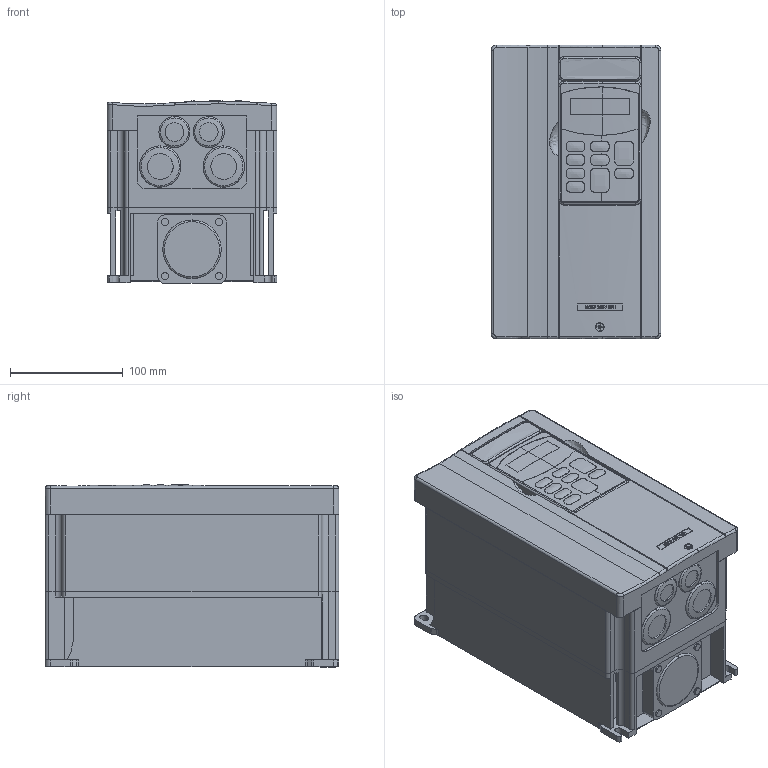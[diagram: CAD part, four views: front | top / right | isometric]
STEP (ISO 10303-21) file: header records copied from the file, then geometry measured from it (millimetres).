
FILE_DESCRIPTION (( 'STEP AP214' ), '1' );
FILE_NAME ('GS3-25P0.step', '2014-07-21T20:32:47', ( '' ), ( '' ), 'SwSTEP 2.0', 'SolidWorks 2013', '' );
FILE_SCHEMA (( 'AUTOMOTIVE_DESIGN' ));
Length unit declared in the file: inch
Products named in the file (1): GS3-25P0
Bounding box: 150.11 x 260.1 x 162.02 mm (x, y, z)
Volume: 5699166.9 mm3; surface area: 317959.8 mm2
Topology: 1 solids, 1 shells, 823 faces, 2226 edges, 1467 vertices
Faces by surface type: plane 419, bspline 202, cylinder 184, torus 14, cone 4
Entity records: 49071 total; most frequent: CARTESIAN_POINT 23282, ORIENTED_EDGE 4452, DIRECTION 3249, EDGE_CURVE 2226, VERTEX_POINT 1467, VECTOR 1359, LINE 1359, AXIS2_PLACEMENT_3D 945
